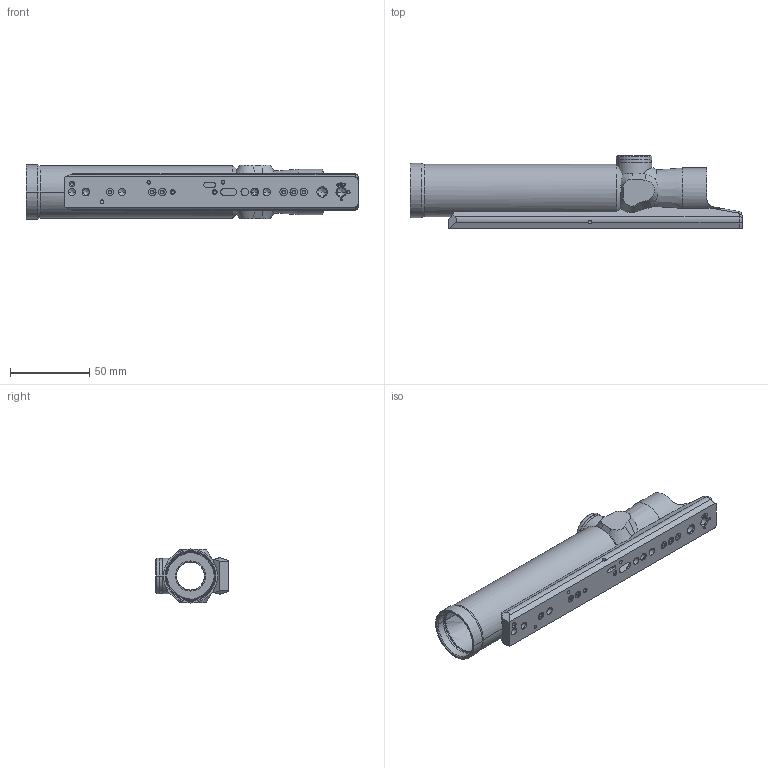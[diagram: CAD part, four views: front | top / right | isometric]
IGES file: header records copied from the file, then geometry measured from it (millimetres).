
Global section: file name: No Iges File Name specified; native system: Autodesk Inventor 2011; preprocessor: AutoDesk Inventor Iges Exporter R2011; author: Ydna; date: 20140831.141005; units: inch
Bounding box: 209.98 x 46.14 x 34.24 mm (x, y, z)
Volume: 75677.7 mm3; surface area: 45190.5 mm2
Topology: 1 solids, 1 shells, 243 faces, 607 edges, 364 vertices
Faces by surface type: revolution 160, plane 36, cylinder 19, bspline 16, cone 10, torus 2
